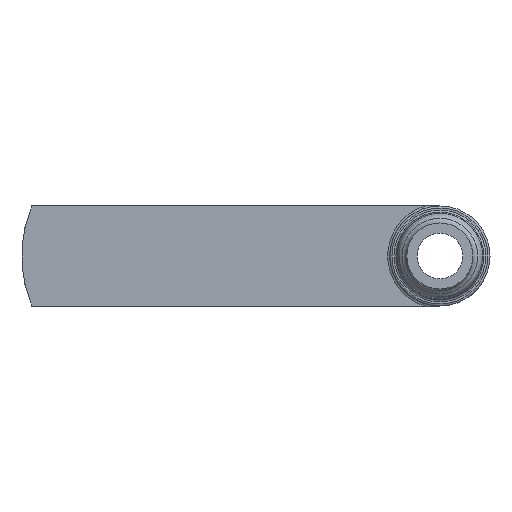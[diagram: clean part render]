
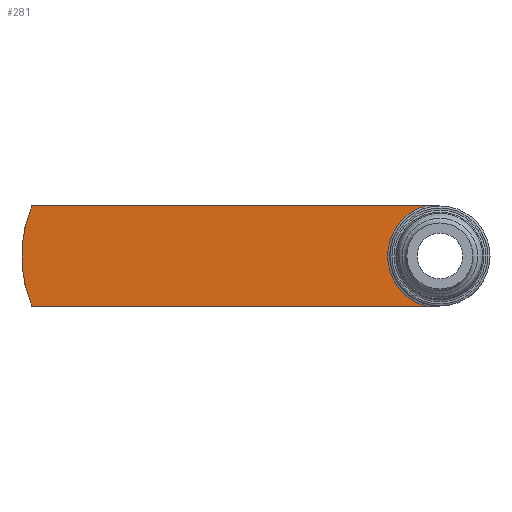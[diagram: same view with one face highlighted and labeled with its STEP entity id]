
A CAD part, front view. The second image highlights one B-rep face of the part: STEP entity #281.
In plain terms, the highlighted planar face has unit normal (0, -1, 0).
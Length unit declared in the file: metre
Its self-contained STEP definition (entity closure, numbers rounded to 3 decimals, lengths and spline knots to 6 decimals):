
#28=CIRCLE('',#317,0.0049);
#29=CIRCLE('',#318,0.012);
#58=ORIENTED_EDGE('',*,*,#128,.T.);
#59=ORIENTED_EDGE('',*,*,#129,.T.);
#60=ORIENTED_EDGE('',*,*,#126,.F.);
#61=ORIENTED_EDGE('',*,*,#130,.T.);
#126=EDGE_CURVE('',#161,#162,#187,.T.);
#128=EDGE_CURVE('',#163,#164,#188,.T.);
#129=EDGE_CURVE('',#164,#162,#28,.F.);
#130=EDGE_CURVE('',#161,#163,#29,.T.);
#161=VERTEX_POINT('',#464);
#162=VERTEX_POINT('',#466);
#163=VERTEX_POINT('',#473);
#164=VERTEX_POINT('',#474);
#187=LINE('',#465,#197);
#188=LINE('',#472,#198);
#197=VECTOR('',#365,1.);
#198=VECTOR('',#368,1.);
#205=EDGE_LOOP('',(#58,#59,#60,#61));
#240=FACE_BOUND('',#205,.T.);
#275=PLANE('',#316);
#281=ADVANCED_FACE('',(#240),#275,.T.);
#316=AXIS2_PLACEMENT_3D('',#471,#366,#367);
#317=AXIS2_PLACEMENT_3D('',#475,#369,#370);
#318=AXIS2_PLACEMENT_3D('',#476,#371,#372);
#365=DIRECTION('',(1.,0.,0.));
#366=DIRECTION('',(0.,-1.,0.));
#367=DIRECTION('',(1.,0.,0.));
#368=DIRECTION('',(1.,0.,0.));
#369=DIRECTION('',(0.,-1.,0.));
#370=DIRECTION('',(0.,0.,-1.));
#371=DIRECTION('',(0.,-1.,0.));
#372=DIRECTION('',(0.,0.,-1.));
#464=CARTESIAN_POINT('',(0.001,-0.0013,0.0094));
#465=CARTESIAN_POINT('',(0.022,-0.0013,0.0094));
#466=CARTESIAN_POINT('',(0.037914,-0.0013,0.0094));
#471=CARTESIAN_POINT('',(0.022,-0.0013,0.0047));
#472=CARTESIAN_POINT('',(0.022,-0.0013,0.));
#473=CARTESIAN_POINT('',(0.001,-0.0013,0.));
#474=CARTESIAN_POINT('',(0.037914,-0.0013,0.));
#475=CARTESIAN_POINT('',(0.0393,-0.0013,0.0047));
#476=CARTESIAN_POINT('',(0.012041,-0.0013,0.0047));
